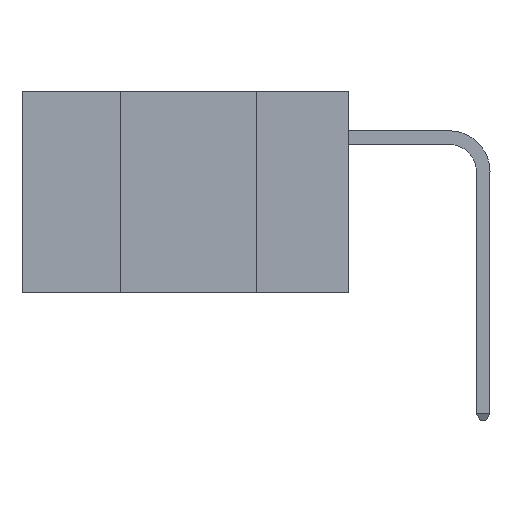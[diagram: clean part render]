
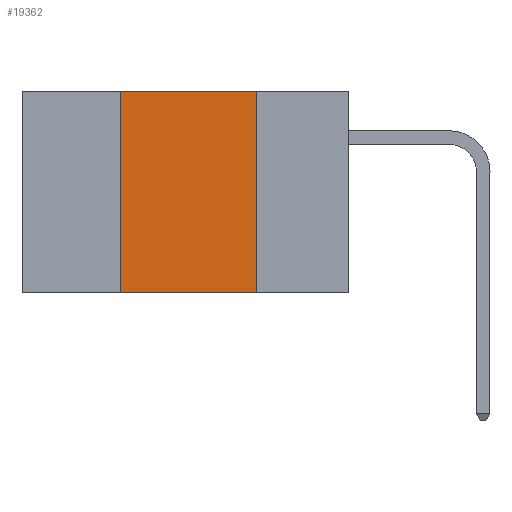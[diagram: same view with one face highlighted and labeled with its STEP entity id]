
A CAD part, left-side view. The second image highlights one B-rep face of the part: STEP entity #19362.
In plain terms, the highlighted planar face has unit normal (-1, 0, 0).
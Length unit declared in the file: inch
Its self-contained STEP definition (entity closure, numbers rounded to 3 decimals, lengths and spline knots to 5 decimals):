
#863 = VERTEX_POINT ( 'NONE', #14824 ) ;
#2005 = LINE ( 'NONE', #7832, #2497 ) ;
#2497 = VECTOR ( 'NONE', #18993, 39.37008 ) ;
#2929 = CARTESIAN_POINT ( 'NONE',  ( 0., 0.6, 0. ) ) ;
#3459 = EDGE_CURVE ( 'NONE', #14081, #4605, #12981, .T. ) ;
#3599 = CARTESIAN_POINT ( 'NONE',  ( 0., 0.17, 0. ) ) ;
#3914 = ORIENTED_EDGE ( 'NONE', *, *, #11453, .F. ) ;
#4464 = VECTOR ( 'NONE', #6902, 39.37008 ) ;
#4528 = DIRECTION ( 'NONE',  ( 0., 0., -1. ) ) ;
#4605 = VERTEX_POINT ( 'NONE', #9745 ) ;
#5343 = VECTOR ( 'NONE', #10030, 39.37008 ) ;
#5393 = CARTESIAN_POINT ( 'NONE',  ( 0., 0.6, -0.37 ) ) ;
#5535 = DIRECTION ( 'NONE',  ( 0., -1., 0. ) ) ;
#6647 = EDGE_CURVE ( 'NONE', #14081, #11731, #2005, .T. ) ;
#6902 = DIRECTION ( 'NONE',  ( 0., -1., 0. ) ) ;
#7832 = CARTESIAN_POINT ( 'NONE',  ( 0., 0.42, 0. ) ) ;
#7902 = ORIENTED_EDGE ( 'NONE', *, *, #15230, .F. ) ;
#9448 = FACE_OUTER_BOUND ( 'NONE', #12393, .T. ) ;
#9489 = VECTOR ( 'NONE', #5535, 39.37008 ) ;
#9593 = LINE ( 'NONE', #3599, #5343 ) ;
#9745 = CARTESIAN_POINT ( 'NONE',  ( 0., 0.17, -0.37 ) ) ;
#10030 = DIRECTION ( 'NONE',  ( 0., 0., -1. ) ) ;
#10988 = CARTESIAN_POINT ( 'NONE',  ( 0., 0.42, 0. ) ) ;
#11453 = EDGE_CURVE ( 'NONE', #11731, #863, #12767, .T. ) ;
#11731 = VERTEX_POINT ( 'NONE', #10988 ) ;
#11971 = CARTESIAN_POINT ( 'NONE',  ( 0., 0.6, 0. ) ) ;
#12393 = EDGE_LOOP ( 'NONE', ( #7902, #3914, #17051, #16378 ) ) ;
#12767 = LINE ( 'NONE', #11971, #9489 ) ;
#12981 = LINE ( 'NONE', #5393, #4464 ) ;
#14081 = VERTEX_POINT ( 'NONE', #17160 ) ;
#14122 = DIRECTION ( 'NONE',  ( 1., 0., 0. ) ) ;
#14824 = CARTESIAN_POINT ( 'NONE',  ( 0., 0.17, 0. ) ) ;
#15230 = EDGE_CURVE ( 'NONE', #863, #4605, #9593, .T. ) ;
#15633 = PLANE ( 'NONE',  #15729 ) ;
#15729 = AXIS2_PLACEMENT_3D ( 'NONE', #2929, #14122, #4528 ) ;
#16378 = ORIENTED_EDGE ( 'NONE', *, *, #3459, .T. ) ;
#17051 = ORIENTED_EDGE ( 'NONE', *, *, #6647, .F. ) ;
#17160 = CARTESIAN_POINT ( 'NONE',  ( 0., 0.42, -0.37 ) ) ;
#18993 = DIRECTION ( 'NONE',  ( 0., 0., 1. ) ) ;
#19362 = ADVANCED_FACE ( 'NONE', ( #9448 ), #15633, .F. ) ;
